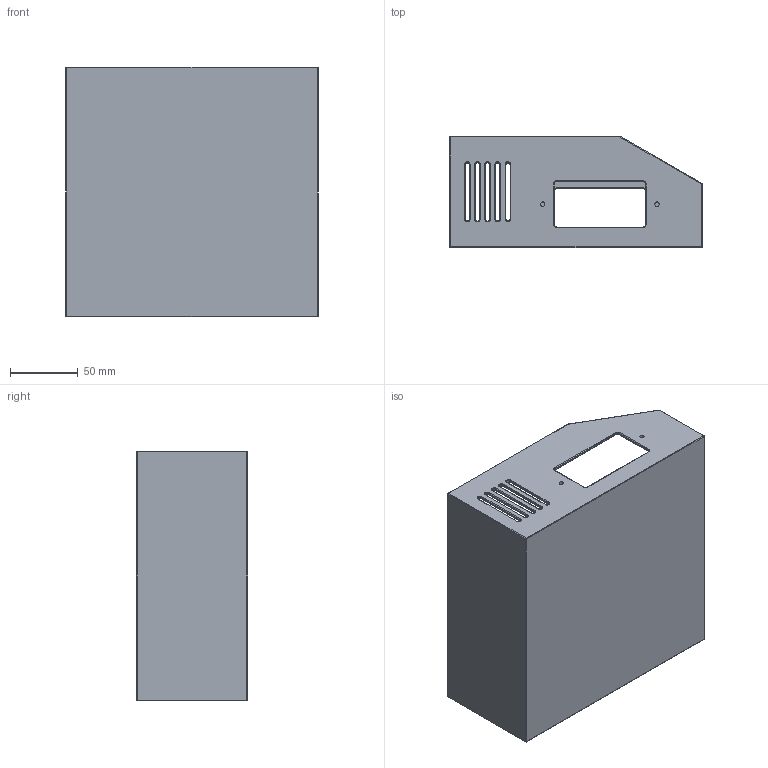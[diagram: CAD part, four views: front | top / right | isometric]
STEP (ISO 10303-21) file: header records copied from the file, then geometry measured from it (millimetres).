
FILE_DESCRIPTION(/* description */ (''),/* implementation_level */ '2;1');
FILE_NAME(/* name */ 'Box.step',/* time_stamp */ '2020-10-11T19:17:48-04:00',/* author */ (''),/* organization */ (''),/* preprocessor_version */ 'ST-DEVELOPER v18.1',/* originating_system */ 'Autodesk Translation Framework v9.3.0.1241',/* authorisation */ '');
FILE_SCHEMA (('AUTOMOTIVE_DESIGN { 1 0 10303 214 3 1 1 }'));
Length unit declared in the file: millimetre
Products named in the file (1): Box
Bounding box: 186 x 82 x 184 mm (x, y, z)
Volume: 173879.1 mm3; surface area: 166760.2 mm2
Topology: 1 solids, 1 shells, 688 faces, 1602 edges, 913 vertices
Faces by surface type: cylinder 285, plane 164, torus 120, bspline 72, sphere 43, cone 4
Full cylindrical faces by diameter (mm): 3.25 x28
Entity records: 21230 total; most frequent: CARTESIAN_POINT 5443, DIRECTION 3519, ORIENTED_EDGE 3166, EDGE_CURVE 1583, AXIS2_PLACEMENT_3D 1417, VERTEX_POINT 913, EDGE_LOOP 760, CIRCLE 713
